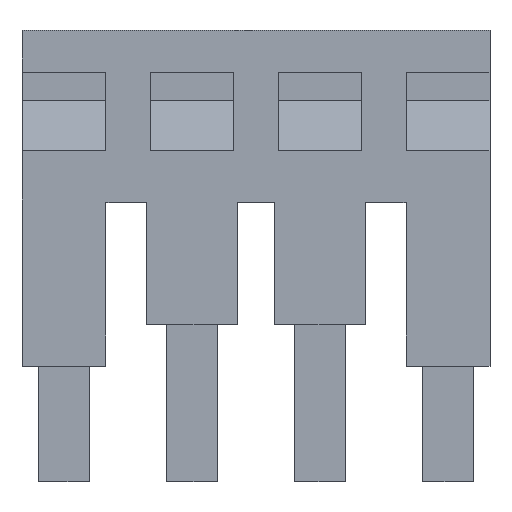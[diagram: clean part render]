
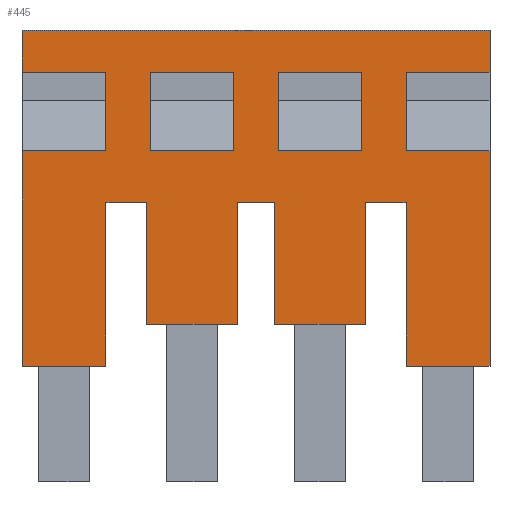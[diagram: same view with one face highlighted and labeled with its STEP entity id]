
A CAD part, top view. The second image highlights one B-rep face of the part: STEP entity #445.
In plain terms, the highlighted planar face has unit normal (0, 0, 1).
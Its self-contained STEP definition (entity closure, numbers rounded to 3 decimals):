
#415=FACE_BOUND('',#662,.T.);
#416=FACE_BOUND('',#663,.T.);
#417=FACE_BOUND('',#664,.T.);
#445=ADVANCED_FACE('',(#415,#416,#417),#519,.T.);
#519=PLANE('',#1832);
#662=EDGE_LOOP('',(#809,#810,#811,#812,#813,#814,#815,#816,#817,#818,#819,
#820,#821,#822,#823,#824,#825,#826,#827,#828,#829,#830,#831,#832));
#663=EDGE_LOOP('',(#833,#834,#835,#836));
#664=EDGE_LOOP('',(#837,#838,#839,#840));
#809=ORIENTED_EDGE('',*,*,#1285,.T.);
#810=ORIENTED_EDGE('',*,*,#1277,.T.);
#811=ORIENTED_EDGE('',*,*,#1274,.T.);
#812=ORIENTED_EDGE('',*,*,#1278,.T.);
#813=ORIENTED_EDGE('',*,*,#1269,.F.);
#814=ORIENTED_EDGE('',*,*,#1267,.T.);
#815=ORIENTED_EDGE('',*,*,#1265,.F.);
#816=ORIENTED_EDGE('',*,*,#1282,.T.);
#817=ORIENTED_EDGE('',*,*,#1288,.T.);
#818=ORIENTED_EDGE('',*,*,#1289,.T.);
#819=ORIENTED_EDGE('',*,*,#1290,.F.);
#820=ORIENTED_EDGE('',*,*,#1291,.T.);
#821=ORIENTED_EDGE('',*,*,#1292,.F.);
#822=ORIENTED_EDGE('',*,*,#1293,.T.);
#823=ORIENTED_EDGE('',*,*,#1294,.T.);
#824=ORIENTED_EDGE('',*,*,#1295,.F.);
#825=ORIENTED_EDGE('',*,*,#1296,.T.);
#826=ORIENTED_EDGE('',*,*,#1297,.T.);
#827=ORIENTED_EDGE('',*,*,#1298,.F.);
#828=ORIENTED_EDGE('',*,*,#1299,.F.);
#829=ORIENTED_EDGE('',*,*,#1300,.T.);
#830=ORIENTED_EDGE('',*,*,#1301,.T.);
#831=ORIENTED_EDGE('',*,*,#1302,.F.);
#832=ORIENTED_EDGE('',*,*,#1303,.F.);
#833=ORIENTED_EDGE('',*,*,#1304,.T.);
#834=ORIENTED_EDGE('',*,*,#1305,.F.);
#835=ORIENTED_EDGE('',*,*,#1306,.T.);
#836=ORIENTED_EDGE('',*,*,#1307,.F.);
#837=ORIENTED_EDGE('',*,*,#1308,.T.);
#838=ORIENTED_EDGE('',*,*,#1309,.F.);
#839=ORIENTED_EDGE('',*,*,#1310,.T.);
#840=ORIENTED_EDGE('',*,*,#1311,.F.);
#1129=VERTEX_POINT('',#2289);
#1130=VERTEX_POINT('',#2291);
#1131=VERTEX_POINT('',#2295);
#1132=VERTEX_POINT('',#2299);
#1134=VERTEX_POINT('',#2304);
#1136=VERTEX_POINT('',#2308);
#1138=VERTEX_POINT('',#2313);
#1140=VERTEX_POINT('',#2322);
#1142=VERTEX_POINT('',#2327);
#1144=VERTEX_POINT('',#2334);
#1145=VERTEX_POINT('',#2338);
#1146=VERTEX_POINT('',#2340);
#1147=VERTEX_POINT('',#2342);
#1148=VERTEX_POINT('',#2344);
#1149=VERTEX_POINT('',#2346);
#1150=VERTEX_POINT('',#2348);
#1151=VERTEX_POINT('',#2350);
#1152=VERTEX_POINT('',#2352);
#1153=VERTEX_POINT('',#2354);
#1154=VERTEX_POINT('',#2356);
#1155=VERTEX_POINT('',#2358);
#1156=VERTEX_POINT('',#2360);
#1157=VERTEX_POINT('',#2362);
#1158=VERTEX_POINT('',#2364);
#1159=VERTEX_POINT('',#2367);
#1160=VERTEX_POINT('',#2368);
#1161=VERTEX_POINT('',#2370);
#1162=VERTEX_POINT('',#2372);
#1163=VERTEX_POINT('',#2375);
#1164=VERTEX_POINT('',#2376);
#1165=VERTEX_POINT('',#2378);
#1166=VERTEX_POINT('',#2380);
#1265=EDGE_CURVE('',#1129,#1130,#1457,.T.);
#1267=EDGE_CURVE('',#1131,#1130,#1459,.T.);
#1269=EDGE_CURVE('',#1131,#1132,#1461,.T.);
#1274=EDGE_CURVE('',#1134,#1136,#1466,.T.);
#1277=EDGE_CURVE('',#1138,#1134,#1469,.T.);
#1278=EDGE_CURVE('',#1136,#1132,#1470,.T.);
#1282=EDGE_CURVE('',#1129,#1140,#1474,.T.);
#1285=EDGE_CURVE('',#1142,#1138,#1477,.T.);
#1288=EDGE_CURVE('',#1140,#1144,#1480,.T.);
#1289=EDGE_CURVE('',#1144,#1145,#1481,.T.);
#1290=EDGE_CURVE('',#1146,#1145,#1482,.T.);
#1291=EDGE_CURVE('',#1146,#1147,#1483,.T.);
#1292=EDGE_CURVE('',#1148,#1147,#1484,.T.);
#1293=EDGE_CURVE('',#1148,#1149,#1485,.T.);
#1294=EDGE_CURVE('',#1149,#1150,#1486,.T.);
#1295=EDGE_CURVE('',#1151,#1150,#1487,.T.);
#1296=EDGE_CURVE('',#1151,#1152,#1488,.T.);
#1297=EDGE_CURVE('',#1152,#1153,#1489,.T.);
#1298=EDGE_CURVE('',#1154,#1153,#1490,.T.);
#1299=EDGE_CURVE('',#1155,#1154,#1491,.T.);
#1300=EDGE_CURVE('',#1155,#1156,#1492,.T.);
#1301=EDGE_CURVE('',#1156,#1157,#1493,.T.);
#1302=EDGE_CURVE('',#1158,#1157,#1494,.T.);
#1303=EDGE_CURVE('',#1142,#1158,#1495,.T.);
#1304=EDGE_CURVE('',#1159,#1160,#1496,.T.);
#1305=EDGE_CURVE('',#1161,#1160,#1497,.T.);
#1306=EDGE_CURVE('',#1161,#1162,#1498,.T.);
#1307=EDGE_CURVE('',#1159,#1162,#1499,.T.);
#1308=EDGE_CURVE('',#1163,#1164,#1500,.T.);
#1309=EDGE_CURVE('',#1165,#1164,#1501,.T.);
#1310=EDGE_CURVE('',#1165,#1166,#1502,.T.);
#1311=EDGE_CURVE('',#1163,#1166,#1503,.T.);
#1457=LINE('',#2290,#1649);
#1459=LINE('',#2294,#1651);
#1461=LINE('',#2298,#1653);
#1466=LINE('',#2309,#1658);
#1469=LINE('',#2315,#1661);
#1470=LINE('',#2317,#1662);
#1474=LINE('',#2323,#1666);
#1477=LINE('',#2329,#1669);
#1480=LINE('',#2335,#1672);
#1481=LINE('',#2337,#1673);
#1482=LINE('',#2339,#1674);
#1483=LINE('',#2341,#1675);
#1484=LINE('',#2343,#1676);
#1485=LINE('',#2345,#1677);
#1486=LINE('',#2347,#1678);
#1487=LINE('',#2349,#1679);
#1488=LINE('',#2351,#1680);
#1489=LINE('',#2353,#1681);
#1490=LINE('',#2355,#1682);
#1491=LINE('',#2357,#1683);
#1492=LINE('',#2359,#1684);
#1493=LINE('',#2361,#1685);
#1494=LINE('',#2363,#1686);
#1495=LINE('',#2365,#1687);
#1496=LINE('',#2366,#1688);
#1497=LINE('',#2369,#1689);
#1498=LINE('',#2371,#1690);
#1499=LINE('',#2373,#1691);
#1500=LINE('',#2374,#1692);
#1501=LINE('',#2377,#1693);
#1502=LINE('',#2379,#1694);
#1503=LINE('',#2381,#1695);
#1649=VECTOR('',#1938,1.);
#1651=VECTOR('',#1942,1.);
#1653=VECTOR('',#1946,1.);
#1658=VECTOR('',#1953,1.);
#1661=VECTOR('',#1958,1.);
#1662=VECTOR('',#1961,1.);
#1666=VECTOR('',#1965,1.);
#1669=VECTOR('',#1970,1.);
#1672=VECTOR('',#1975,1.);
#1673=VECTOR('',#1978,1.);
#1674=VECTOR('',#1979,1.);
#1675=VECTOR('',#1980,1.);
#1676=VECTOR('',#1981,1.);
#1677=VECTOR('',#1982,1.);
#1678=VECTOR('',#1983,1.);
#1679=VECTOR('',#1984,1.);
#1680=VECTOR('',#1985,1.);
#1681=VECTOR('',#1986,1.);
#1682=VECTOR('',#1987,1.);
#1683=VECTOR('',#1988,1.);
#1684=VECTOR('',#1989,1.);
#1685=VECTOR('',#1990,1.);
#1686=VECTOR('',#1991,1.);
#1687=VECTOR('',#1992,1.);
#1688=VECTOR('',#1993,1.);
#1689=VECTOR('',#1994,1.);
#1690=VECTOR('',#1995,1.);
#1691=VECTOR('',#1996,1.);
#1692=VECTOR('',#1997,1.);
#1693=VECTOR('',#1998,1.);
#1694=VECTOR('',#1999,1.);
#1695=VECTOR('',#2000,1.);
#1832=AXIS2_PLACEMENT_3D('',#2382,#2001,#2002);
#1938=DIRECTION('',(-1.,0.,0.));
#1942=DIRECTION('',(0.,1.,0.));
#1946=DIRECTION('',(1.,0.,0.));
#1953=DIRECTION('',(1.,0.,0.));
#1958=DIRECTION('',(0.,-1.,0.));
#1961=DIRECTION('',(0.,1.,0.));
#1965=DIRECTION('',(0.,1.,0.));
#1970=DIRECTION('',(1.,0.,0.));
#1975=DIRECTION('',(-1.,0.,0.));
#1978=DIRECTION('',(0.,-1.,0.));
#1979=DIRECTION('',(-1.,0.,0.));
#1980=DIRECTION('',(0.,-1.,0.));
#1981=DIRECTION('',(1.,0.,0.));
#1982=DIRECTION('',(0.,-1.,0.));
#1983=DIRECTION('',(1.,0.,0.));
#1984=DIRECTION('',(0.,-1.,0.));
#1985=DIRECTION('',(1.,0.,0.));
#1986=DIRECTION('',(0.,-1.,0.));
#1987=DIRECTION('',(-1.,0.,0.));
#1988=DIRECTION('',(0.,-1.,0.));
#1989=DIRECTION('',(1.,0.,0.));
#1990=DIRECTION('',(0.,-1.,0.));
#1991=DIRECTION('',(-1.,0.,0.));
#1992=DIRECTION('',(0.,-1.,0.));
#1993=DIRECTION('',(0.,1.,0.));
#1994=DIRECTION('',(-1.,0.,0.));
#1995=DIRECTION('',(0.,-1.,0.));
#1996=DIRECTION('',(1.,0.,0.));
#1997=DIRECTION('',(0.,1.,0.));
#1998=DIRECTION('',(-1.,0.,0.));
#1999=DIRECTION('',(0.,-1.,0.));
#2000=DIRECTION('',(1.,0.,0.));
#2001=DIRECTION('',(0.,0.,1.));
#2002=DIRECTION('',(-1.,0.,0.));
#2289=CARTESIAN_POINT('',(20.5,1.,2.));
#2290=CARTESIAN_POINT('',(35.3,1.,2.));
#2291=CARTESIAN_POINT('',(16.5,1.,2.));
#2294=CARTESIAN_POINT('',(16.5,0.,2.));
#2295=CARTESIAN_POINT('',(16.5,-2.747,2.));
#2298=CARTESIAN_POINT('',(6.1,-2.747,2.));
#2299=CARTESIAN_POINT('',(20.5,-2.747,2.));
#2304=CARTESIAN_POINT('',(16.5,-13.,2.));
#2308=CARTESIAN_POINT('',(20.5,-13.,2.));
#2309=CARTESIAN_POINT('',(16.8,-13.,2.));
#2313=CARTESIAN_POINT('',(16.5,-5.2,2.));
#2315=CARTESIAN_POINT('',(16.5,-13.,2.));
#2317=CARTESIAN_POINT('',(20.5,-5.2,2.));
#2322=CARTESIAN_POINT('',(20.5,3.,2.));
#2323=CARTESIAN_POINT('',(20.5,-5.2,2.));
#2327=CARTESIAN_POINT('',(14.554,-5.2,2.));
#2329=CARTESIAN_POINT('',(14.1,-5.2,2.));
#2334=CARTESIAN_POINT('',(-1.8,3.,2.));
#2335=CARTESIAN_POINT('',(6.1,3.,2.));
#2337=CARTESIAN_POINT('',(-1.8,0.,2.));
#2338=CARTESIAN_POINT('',(-1.8,1.,2.));
#2339=CARTESIAN_POINT('',(0.,1.,2.));
#2340=CARTESIAN_POINT('',(2.2,1.,2.));
#2341=CARTESIAN_POINT('',(2.2,2.7,2.));
#2342=CARTESIAN_POINT('',(2.2,-2.747,2.));
#2343=CARTESIAN_POINT('',(0.,-2.747,2.));
#2344=CARTESIAN_POINT('',(-1.8,-2.747,2.));
#2345=CARTESIAN_POINT('',(-1.8,1.,2.));
#2346=CARTESIAN_POINT('',(-1.8,-13.,2.));
#2347=CARTESIAN_POINT('',(-1.5,-13.,2.));
#2348=CARTESIAN_POINT('',(2.2,-13.,2.));
#2349=CARTESIAN_POINT('',(2.2,0.,2.));
#2350=CARTESIAN_POINT('',(2.2,-5.2,2.));
#2351=CARTESIAN_POINT('',(1.9,-5.2,2.));
#2352=CARTESIAN_POINT('',(4.146,-5.2,2.));
#2353=CARTESIAN_POINT('',(4.146,-13.,2.));
#2354=CARTESIAN_POINT('',(4.146,-11.,2.));
#2355=CARTESIAN_POINT('',(8.,-11.,2.));
#2356=CARTESIAN_POINT('',(8.454,-11.,2.));
#2357=CARTESIAN_POINT('',(8.454,0.,2.));
#2358=CARTESIAN_POINT('',(8.454,-5.2,2.));
#2359=CARTESIAN_POINT('',(8.,-5.2,2.));
#2360=CARTESIAN_POINT('',(10.246,-5.2,2.));
#2361=CARTESIAN_POINT('',(10.246,-13.,2.));
#2362=CARTESIAN_POINT('',(10.246,-11.,2.));
#2363=CARTESIAN_POINT('',(14.1,-11.,2.));
#2364=CARTESIAN_POINT('',(14.554,-11.,2.));
#2365=CARTESIAN_POINT('',(14.554,0.,2.));
#2366=CARTESIAN_POINT('',(10.4,-5.2,2.));
#2367=CARTESIAN_POINT('',(10.4,-2.747,2.));
#2368=CARTESIAN_POINT('',(10.4,1.,2.));
#2369=CARTESIAN_POINT('',(35.3,1.,2.));
#2370=CARTESIAN_POINT('',(14.4,1.,2.));
#2371=CARTESIAN_POINT('',(14.4,0.,2.));
#2372=CARTESIAN_POINT('',(14.4,-2.747,2.));
#2373=CARTESIAN_POINT('',(6.1,-2.747,2.));
#2374=CARTESIAN_POINT('',(4.3,-5.2,2.));
#2375=CARTESIAN_POINT('',(4.3,-2.747,2.));
#2376=CARTESIAN_POINT('',(4.3,1.,2.));
#2377=CARTESIAN_POINT('',(29.2,1.,2.));
#2378=CARTESIAN_POINT('',(8.3,1.,2.));
#2379=CARTESIAN_POINT('',(8.3,0.,2.));
#2380=CARTESIAN_POINT('',(8.3,-2.747,2.));
#2381=CARTESIAN_POINT('',(0.,-2.747,2.));
#2382=CARTESIAN_POINT('',(6.1,0.,2.));
